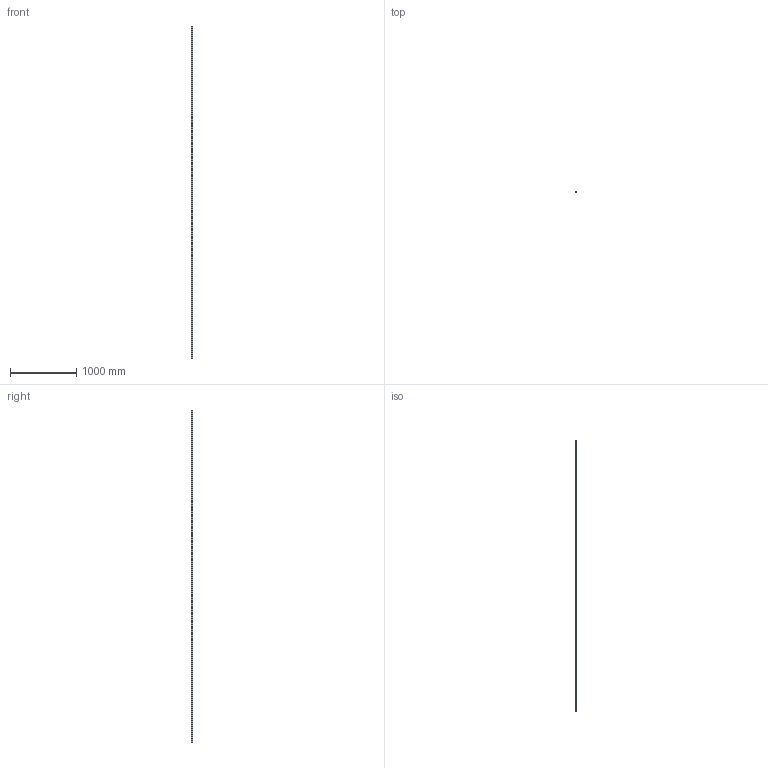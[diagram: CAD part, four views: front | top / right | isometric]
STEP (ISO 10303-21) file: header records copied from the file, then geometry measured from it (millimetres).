
FILE_DESCRIPTION(/* description */ ('Top cover 1,0kN B=3mm L=5000mm'),/* implementation_level */ '2;1');
FILE_NAME(/* name */ '9083100251x.stp',/* time_stamp */ '2020-11-16T09:24:52+01:00',/* author */ ('nick'),/* organization */ (''),/* preprocessor_version */ 'ST-DEVELOPER v16.5',/* originating_system */ 'Autodesk Inventor 2017',/* authorisation */ '');
FILE_SCHEMA (('AUTOMOTIVE_DESIGN { 1 0 10303 214 3 1 1 }'));
Length unit declared in the file: millimetre
Products named in the file (1): 90831002510 L=550mm
Bounding box: 19.62 x 17.02 x 5000 mm (x, y, z)
Volume: 393152.9 mm3; surface area: 553128.6 mm2
Topology: 1 solids, 1 shells, 24 faces, 66 edges, 44 vertices
Faces by surface type: plane 19, cylinder 5
Entity records: 790 total; most frequent: CARTESIAN_POINT 135, ORIENTED_EDGE 132, DIRECTION 126, EDGE_CURVE 66, LINE 56, VECTOR 56, VERTEX_POINT 44, AXIS2_PLACEMENT_3D 35
